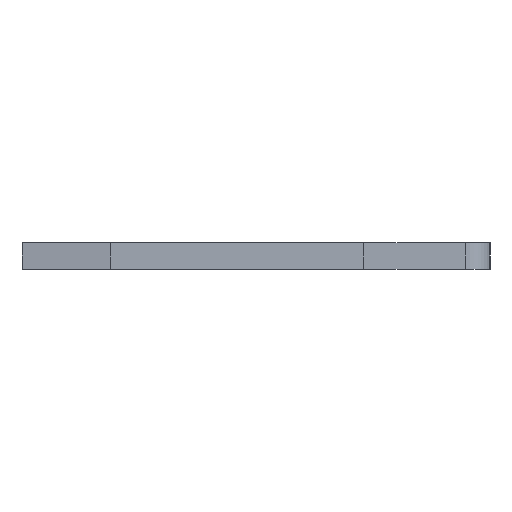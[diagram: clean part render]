
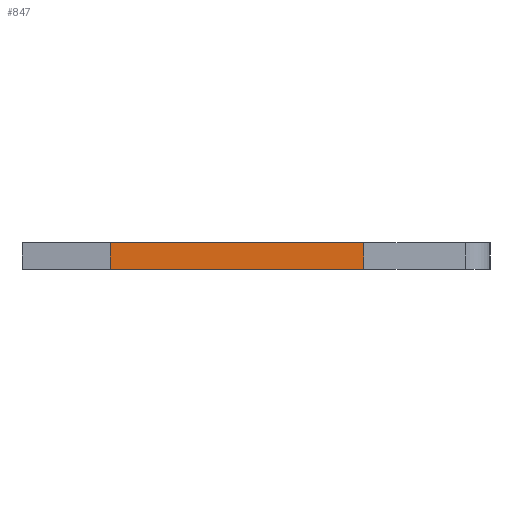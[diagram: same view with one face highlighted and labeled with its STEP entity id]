
A CAD part, left-side view. The second image highlights one B-rep face of the part: STEP entity #847.
In plain terms, the highlighted face is planar.
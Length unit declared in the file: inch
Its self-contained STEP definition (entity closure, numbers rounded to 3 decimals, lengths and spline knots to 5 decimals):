
#25 = VERTEX_POINT ( 'NONE', #796 ) ;
#78 = FACE_OUTER_BOUND ( 'NONE', #869, .T. ) ;
#94 = DIRECTION ( 'NONE',  ( -1., 0., 0. ) ) ;
#106 = PLANE ( 'NONE',  #743 ) ;
#288 = DIRECTION ( 'NONE',  ( 0., 0., 1. ) ) ;
#298 = CARTESIAN_POINT ( 'NONE',  ( 0.013, 0.146, -0.0575 ) ) ;
#476 = EDGE_CURVE ( 'NONE', #724, #641, #592, .T. ) ;
#481 = DIRECTION ( 'NONE',  ( 1., 0., 0. ) ) ;
#488 = LINE ( 'NONE', #298, #627 ) ;
#505 = CARTESIAN_POINT ( 'NONE',  ( -0.013, -0.099, -0.0575 ) ) ;
#521 = ORIENTED_EDGE ( 'NONE', *, *, #949, .T. ) ;
#524 = LINE ( 'NONE', #1114, #590 ) ;
#533 = CARTESIAN_POINT ( 'NONE',  ( 0.013, 0.146, -0.0575 ) ) ;
#590 = VECTOR ( 'NONE', #1111, 39.37008 ) ;
#592 = LINE ( 'NONE', #533, #651 ) ;
#620 = CARTESIAN_POINT ( 'NONE',  ( -0.013, 0.146, -0.0575 ) ) ;
#627 = VECTOR ( 'NONE', #94, 39.37008 ) ;
#641 = VERTEX_POINT ( 'NONE', #769 ) ;
#651 = VECTOR ( 'NONE', #840, 39.37008 ) ;
#724 = VERTEX_POINT ( 'NONE', #961 ) ;
#743 = AXIS2_PLACEMENT_3D ( 'NONE', #886, #288, #481 ) ;
#769 = CARTESIAN_POINT ( 'NONE',  ( 0.013, 0.146, -0.0575 ) ) ;
#785 = VECTOR ( 'NONE', #1005, 39.37008 ) ;
#796 = CARTESIAN_POINT ( 'NONE',  ( -0.013, 0.146, -0.0575 ) ) ;
#806 = EDGE_CURVE ( 'NONE', #641, #25, #488, .T. ) ;
#840 = DIRECTION ( 'NONE',  ( 0., 1., 0. ) ) ;
#847 = ADVANCED_FACE ( 'NONE', ( #78 ), #106, .F. ) ;
#862 = LINE ( 'NONE', #620, #785 ) ;
#869 = EDGE_LOOP ( 'NONE', ( #521, #1239, #995, #1170 ) ) ;
#886 = CARTESIAN_POINT ( 'NONE',  ( 0.013, 0.146, -0.0575 ) ) ;
#949 = EDGE_CURVE ( 'NONE', #1146, #25, #862, .T. ) ;
#961 = CARTESIAN_POINT ( 'NONE',  ( 0.013, -0.099, -0.0575 ) ) ;
#995 = ORIENTED_EDGE ( 'NONE', *, *, #476, .F. ) ;
#1005 = DIRECTION ( 'NONE',  ( 0., 1., 0. ) ) ;
#1081 = EDGE_CURVE ( 'NONE', #724, #1146, #524, .T. ) ;
#1111 = DIRECTION ( 'NONE',  ( -1., 0., 0. ) ) ;
#1114 = CARTESIAN_POINT ( 'NONE',  ( 0.013, -0.099, -0.0575 ) ) ;
#1146 = VERTEX_POINT ( 'NONE', #505 ) ;
#1170 = ORIENTED_EDGE ( 'NONE', *, *, #1081, .T. ) ;
#1239 = ORIENTED_EDGE ( 'NONE', *, *, #806, .F. ) ;
